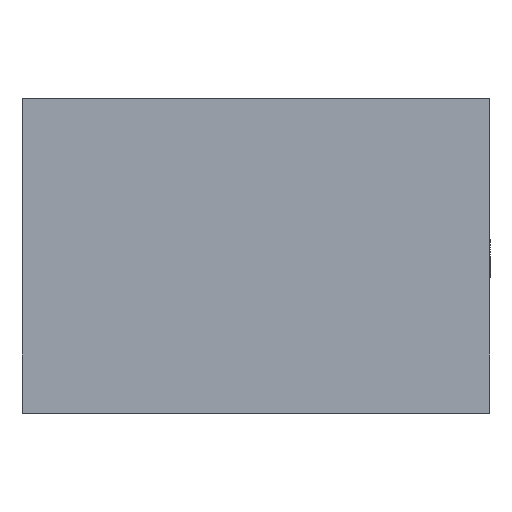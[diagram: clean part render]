
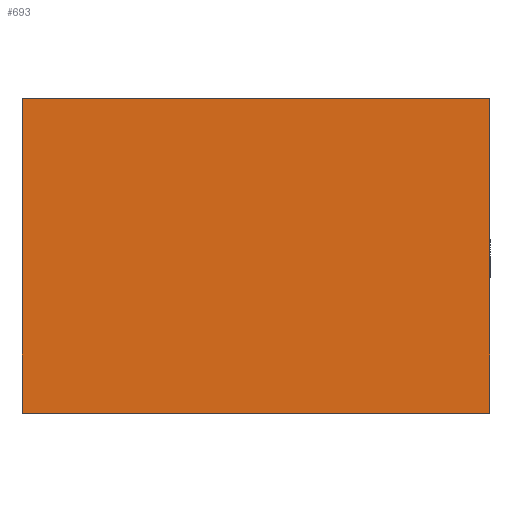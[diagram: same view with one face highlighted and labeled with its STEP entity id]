
A CAD part, top view. The second image highlights one B-rep face of the part: STEP entity #693.
In plain terms, the highlighted planar face has unit normal (0, 0, 1).
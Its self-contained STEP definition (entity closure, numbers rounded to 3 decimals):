
#4 = CARTESIAN_POINT ( 'NONE',  ( -75.8, 60.3, 0. ) ) ;
#23 = CARTESIAN_POINT ( 'NONE',  ( -75., -41.5, 0. ) ) ;
#82 = CARTESIAN_POINT ( 'NONE',  ( 75.8, 60.3, 0. ) ) ;
#120 = LINE ( 'NONE', #23, #137 ) ;
#126 = AXIS2_PLACEMENT_3D ( 'NONE', #379, #818, #272 ) ;
#137 = VECTOR ( 'NONE', #736, 1000. ) ;
#143 = VERTEX_POINT ( 'NONE', #82 ) ;
#146 = VECTOR ( 'NONE', #673, 1000. ) ;
#149 = LINE ( 'NONE', #906, #146 ) ;
#223 = VECTOR ( 'NONE', #832, 1000. ) ;
#237 = LINE ( 'NONE', #947, #223 ) ;
#272 = DIRECTION ( 'NONE',  ( -1., 0., 0. ) ) ;
#296 = LINE ( 'NONE', #494, #312 ) ;
#308 = FACE_OUTER_BOUND ( 'NONE', #771, .T. ) ;
#312 = VECTOR ( 'NONE', #929, 1000. ) ;
#379 = CARTESIAN_POINT ( 'NONE',  ( -75., 41.5, 0. ) ) ;
#490 = VERTEX_POINT ( 'NONE', #1015 ) ;
#494 = CARTESIAN_POINT ( 'NONE',  ( -75.8, 61.431, 0. ) ) ;
#495 = VERTEX_POINT ( 'NONE', #4 ) ;
#582 = ORIENTED_EDGE ( 'NONE', *, *, #704, .T. ) ;
#635 = ORIENTED_EDGE ( 'NONE', *, *, #855, .F. ) ;
#636 = VERTEX_POINT ( 'NONE', #870 ) ;
#673 = DIRECTION ( 'NONE',  ( 1., 0., 0. ) ) ;
#687 = ORIENTED_EDGE ( 'NONE', *, *, #1032, .T. ) ;
#693 = ADVANCED_FACE ( 'NONE', ( #308 ), #762, .F. ) ;
#704 = EDGE_CURVE ( 'NONE', #495, #636, #296, .T. ) ;
#736 = DIRECTION ( 'NONE',  ( 1., 0., 0. ) ) ;
#762 = PLANE ( 'NONE',  #126 ) ;
#771 = EDGE_LOOP ( 'NONE', ( #582, #687, #635, #904 ) ) ;
#818 = DIRECTION ( 'NONE',  ( 0., 0., -1. ) ) ;
#832 = DIRECTION ( 'NONE',  ( 0., -1., 0. ) ) ;
#855 = EDGE_CURVE ( 'NONE', #143, #490, #237, .T. ) ;
#870 = CARTESIAN_POINT ( 'NONE',  ( -75.8, -41.5, 0. ) ) ;
#904 = ORIENTED_EDGE ( 'NONE', *, *, #1008, .F. ) ;
#906 = CARTESIAN_POINT ( 'NONE',  ( -75., 60.3, 0. ) ) ;
#929 = DIRECTION ( 'NONE',  ( 0., -1., 0. ) ) ;
#947 = CARTESIAN_POINT ( 'NONE',  ( 75.8, 61.431, 0. ) ) ;
#1008 = EDGE_CURVE ( 'NONE', #495, #143, #149, .T. ) ;
#1015 = CARTESIAN_POINT ( 'NONE',  ( 75.8, -41.5, 0. ) ) ;
#1032 = EDGE_CURVE ( 'NONE', #636, #490, #120, .T. ) ;
